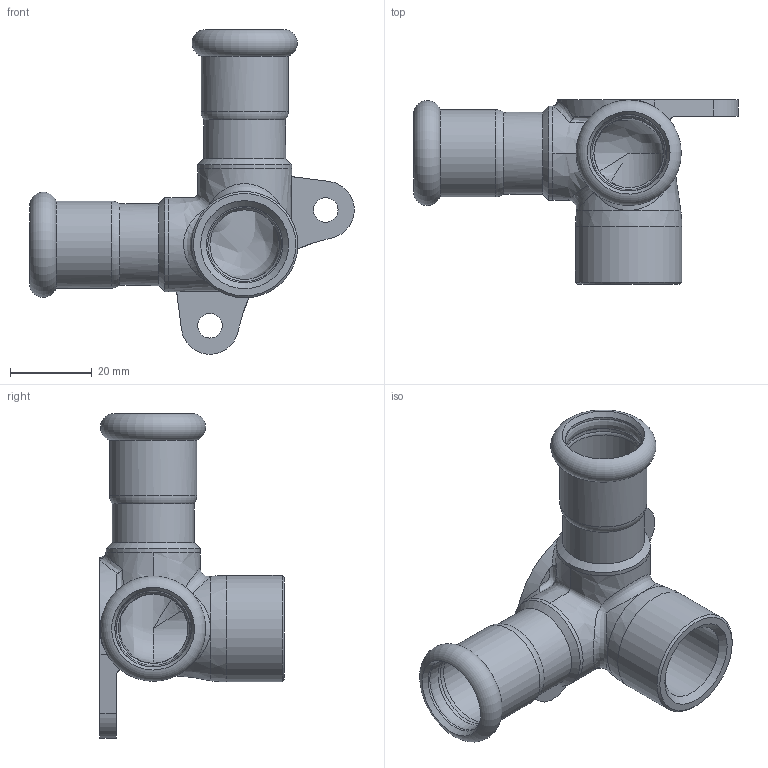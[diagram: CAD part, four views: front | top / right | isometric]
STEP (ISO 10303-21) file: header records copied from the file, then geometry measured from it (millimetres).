
FILE_DESCRIPTION(/* description */ ('TRIVIO 1/2"x18'),/* implementation_level */ '2;1');
FILE_NAME(/* name */ '185102318_Inoxpres.stp',/* time_stamp */ '2022-10-11T15:14:10+02:00',/* author */ ('Vault'),/* organization */ ('Raccorderie metalliche s.p.a. '),/* preprocessor_version */ 'ST-DEVELOPER v18.1',/* originating_system */ 'Autodesk Inventor 2020',/* authorisation */ 'Raccorderie metalliche s.p.a. ');
FILE_SCHEMA (('AUTOMOTIVE_DESIGN { 1 0 10303 214 3 1 1 }'));
Length unit declared in the file: millimetre
Products named in the file (1): 185102318_Inoxpres
Bounding box: 79.28 x 45 x 79.28 mm (x, y, z)
Volume: 25743.3 mm3; surface area: 17708 mm2
Topology: 1 solids, 1 shells, 80 faces, 253 edges, 168 vertices
Faces by surface type: cylinder 27, bspline 24, torus 11, cone 9, plane 9
Full cylindrical faces by diameter (mm): 6 x2, 17 x3, 18 x1, 18.3 x2, 18.631 x1, 18.7 x4, 20 x2, 21.3 x2, 23 x2, 26 x1
Entity records: 7091 total; most frequent: CARTESIAN_POINT 4858, ORIENTED_EDGE 494, DIRECTION 451, EDGE_CURVE 247, AXIS2_PLACEMENT_3D 203, VERTEX_POINT 168, CIRCLE 142, EDGE_LOOP 87
